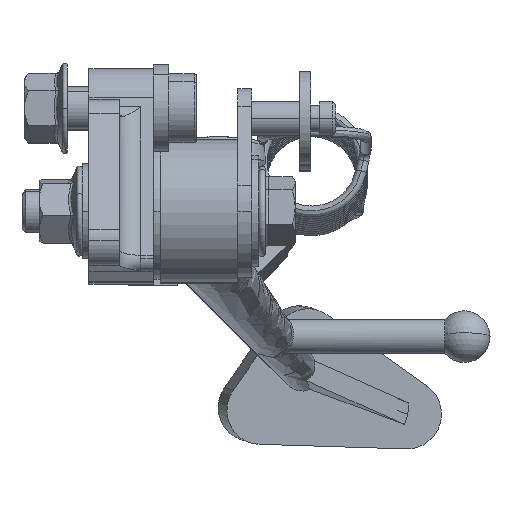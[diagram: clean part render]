
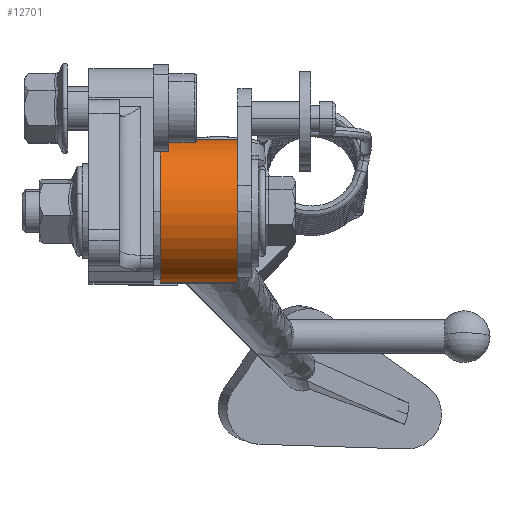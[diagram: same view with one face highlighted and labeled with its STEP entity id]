
A CAD part, top view. The second image highlights one B-rep face of the part: STEP entity #12701.
In plain terms, the highlighted cylindrical face has radius 16.75 mm (diameter 33.5 mm), a partial arc.
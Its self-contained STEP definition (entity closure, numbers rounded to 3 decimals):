
#980 = AXIS2_PLACEMENT_3D ( 'NONE', #10894, #3321, #12139 ) ;
#1297 = VERTEX_POINT ( 'NONE', #15952 ) ;
#1621 = CARTESIAN_POINT ( 'NONE',  ( 18., 0., -16.75 ) ) ;
#2661 = ORIENTED_EDGE ( 'NONE', *, *, #15578, .F. ) ;
#2996 = CARTESIAN_POINT ( 'NONE',  ( 18., 0., 16.75 ) ) ;
#3321 = DIRECTION ( 'NONE',  ( 1., 0., 0. ) ) ;
#4605 = ORIENTED_EDGE ( 'NONE', *, *, #14869, .T. ) ;
#4649 = VECTOR ( 'NONE', #11584, 1000. ) ;
#5051 = LINE ( 'NONE', #1621, #10577 ) ;
#5260 = CARTESIAN_POINT ( 'NONE',  ( 18., 0., 16.75 ) ) ;
#5524 = EDGE_LOOP ( 'NONE', ( #13248, #4605, #14266, #2661 ) ) ;
#6234 = CARTESIAN_POINT ( 'NONE',  ( 18., 0., 0. ) ) ;
#6617 = EDGE_CURVE ( 'NONE', #9268, #14951, #10568, .T. ) ;
#7524 = DIRECTION ( 'NONE',  ( 0., 0., -1. ) ) ;
#7634 = CYLINDRICAL_SURFACE ( 'NONE', #11217, 16.75 ) ;
#9217 = CIRCLE ( 'NONE', #980, 16.75 ) ;
#9268 = VERTEX_POINT ( 'NONE', #10186 ) ;
#10186 = CARTESIAN_POINT ( 'NONE',  ( 18., 0., -16.75 ) ) ;
#10568 = CIRCLE ( 'NONE', #15132, 16.75 ) ;
#10577 = VECTOR ( 'NONE', #12961, 1000. ) ;
#10894 = CARTESIAN_POINT ( 'NONE',  ( 0., 0., 0. ) ) ;
#11217 = AXIS2_PLACEMENT_3D ( 'NONE', #11876, #14401, #15648 ) ;
#11584 = DIRECTION ( 'NONE',  ( -1., 0., 0. ) ) ;
#11601 = VERTEX_POINT ( 'NONE', #15436 ) ;
#11876 = CARTESIAN_POINT ( 'NONE',  ( 18., 0., 0. ) ) ;
#12128 = LINE ( 'NONE', #5260, #4649 ) ;
#12139 = DIRECTION ( 'NONE',  ( 0., 0., -1. ) ) ;
#12701 = ADVANCED_FACE ( 'NONE', ( #14294 ), #7634, .T. ) ;
#12961 = DIRECTION ( 'NONE',  ( -1., 0., 0. ) ) ;
#13248 = ORIENTED_EDGE ( 'NONE', *, *, #6617, .F. ) ;
#13811 = EDGE_CURVE ( 'NONE', #11601, #1297, #9217, .T. ) ;
#14266 = ORIENTED_EDGE ( 'NONE', *, *, #13811, .T. ) ;
#14294 = FACE_OUTER_BOUND ( 'NONE', #5524, .T. ) ;
#14401 = DIRECTION ( 'NONE',  ( -1., 0., 0. ) ) ;
#14869 = EDGE_CURVE ( 'NONE', #9268, #11601, #5051, .T. ) ;
#14951 = VERTEX_POINT ( 'NONE', #2996 ) ;
#15011 = DIRECTION ( 'NONE',  ( 1., 0., 0. ) ) ;
#15132 = AXIS2_PLACEMENT_3D ( 'NONE', #6234, #15011, #7524 ) ;
#15436 = CARTESIAN_POINT ( 'NONE',  ( 0., 0., -16.75 ) ) ;
#15578 = EDGE_CURVE ( 'NONE', #14951, #1297, #12128, .T. ) ;
#15648 = DIRECTION ( 'NONE',  ( 0., 0., 1. ) ) ;
#15952 = CARTESIAN_POINT ( 'NONE',  ( 0., 0., 16.75 ) ) ;
